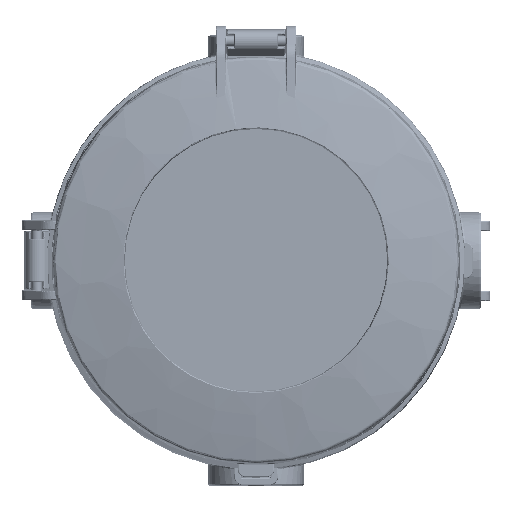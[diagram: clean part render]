
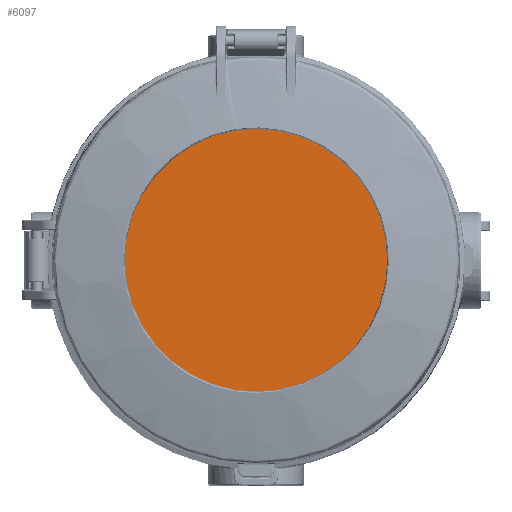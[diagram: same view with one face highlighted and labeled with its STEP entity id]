
A CAD part, top view. The second image highlights one B-rep face of the part: STEP entity #6097.
In plain terms, the highlighted planar face has unit normal (0, 0, 1).
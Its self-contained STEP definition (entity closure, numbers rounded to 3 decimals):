
#6097 = ADVANCED_FACE( '', ( #12926 ), #12927, .T. );
#12926 = FACE_OUTER_BOUND( '', #27114, .T. );
#12927 = PLANE( '', #27115 );
#27114 = EDGE_LOOP( '', ( #46778 ) );
#27115 = AXIS2_PLACEMENT_3D( '', #46779, #46780, #46781 );
#46778 = ORIENTED_EDGE( '', *, *, #55647, .F. );
#46779 = CARTESIAN_POINT( '', ( 0., -35.569, 10. ) );
#46780 = DIRECTION( '', ( 0., 0., 1. ) );
#46781 = DIRECTION( '', ( 1., 0., 0. ) );
#55647 = EDGE_CURVE( '', #66233, #66233, #66234, .T. );
#66233 = VERTEX_POINT( '', #92978 );
#66234 = CIRCLE( '', #92979, 35.569 );
#92978 = CARTESIAN_POINT( '', ( -35.569, 0., 10. ) );
#92979 = AXIS2_PLACEMENT_3D( '', #103724, #103725, #103726 );
#103724 = CARTESIAN_POINT( '', ( 0., 0., 10. ) );
#103725 = DIRECTION( '', ( 0., 0., -1. ) );
#103726 = DIRECTION( '', ( -1., 0., 0. ) );
